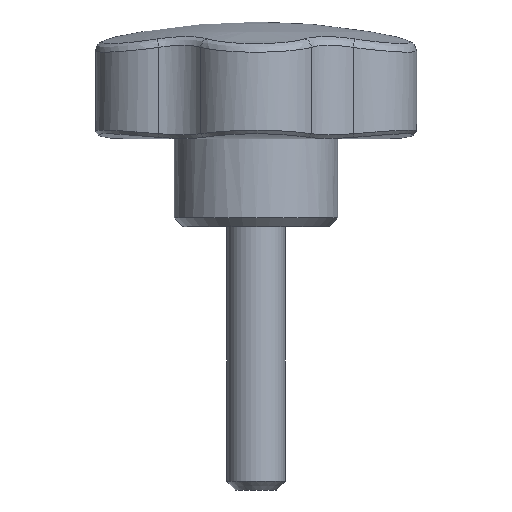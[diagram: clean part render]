
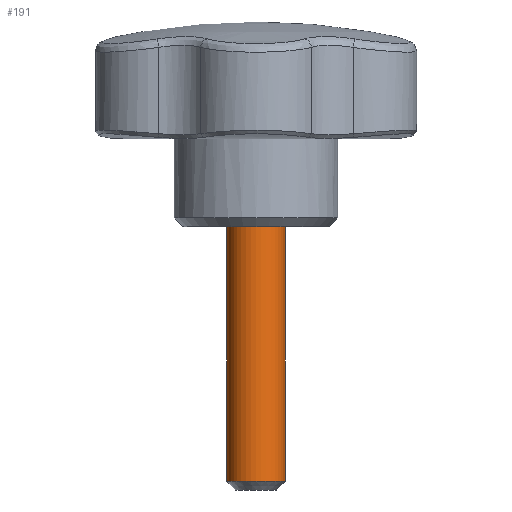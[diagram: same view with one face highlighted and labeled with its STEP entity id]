
A CAD part, front view. The second image highlights one B-rep face of the part: STEP entity #191.
In plain terms, the highlighted cylindrical face has radius 5 mm (diameter 10 mm), a full revolution.
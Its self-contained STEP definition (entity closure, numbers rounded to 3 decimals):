
#191 = ADVANCED_FACE( '', ( #433, #434 ), #435, .T. );
#433 = FACE_OUTER_BOUND( '', #2111, .T. );
#434 = FACE_OUTER_BOUND( '', #2112, .T. );
#435 = CYLINDRICAL_SURFACE( '', #2113, 5. );
#2111 = EDGE_LOOP( '', ( #3942 ) );
#2112 = EDGE_LOOP( '', ( #3943 ) );
#2113 = AXIS2_PLACEMENT_3D( '', #3944, #3945, #3946 );
#3942 = ORIENTED_EDGE( '', *, *, #4443, .T. );
#3943 = ORIENTED_EDGE( '', *, *, #4536, .F. );
#3944 = CARTESIAN_POINT( '', ( 0., 0., 10. ) );
#3945 = DIRECTION( '', ( 0., 0., 1. ) );
#3946 = DIRECTION( '', ( -1., 0., 0. ) );
#4443 = EDGE_CURVE( '', #4773, #4773, #4774, .T. );
#4536 = EDGE_CURVE( '', #4918, #4918, #4919, .T. );
#4773 = VERTEX_POINT( '', #5836 );
#4774 = CIRCLE( '', #5837, 5. );
#4918 = VERTEX_POINT( '', #6667 );
#4919 = CIRCLE( '', #6668, 5. );
#5836 = CARTESIAN_POINT( '', ( 5., 0., -43.5 ) );
#5837 = AXIS2_PLACEMENT_3D( '', #7917, #7918, #7919 );
#6667 = CARTESIAN_POINT( '', ( 5., 0., 0. ) );
#6668 = AXIS2_PLACEMENT_3D( '', #8003, #8004, #8005 );
#7917 = CARTESIAN_POINT( '', ( 0., 0., -43.5 ) );
#7918 = DIRECTION( '', ( 0., 0., 1. ) );
#7919 = DIRECTION( '', ( 1., 0., 0. ) );
#8003 = CARTESIAN_POINT( '', ( 0., 0., 0. ) );
#8004 = DIRECTION( '', ( 0., 0., 1. ) );
#8005 = DIRECTION( '', ( 1., 0., 0. ) );
